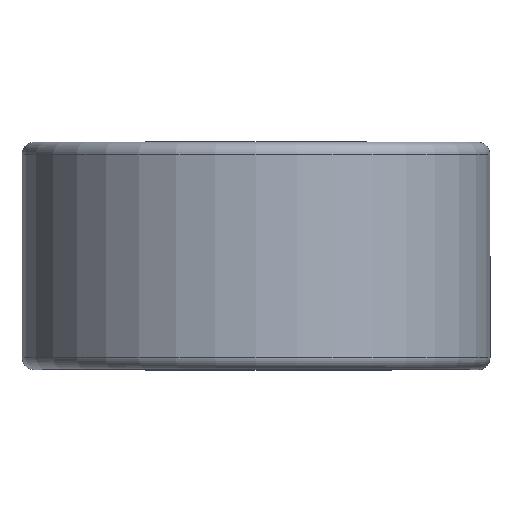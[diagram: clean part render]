
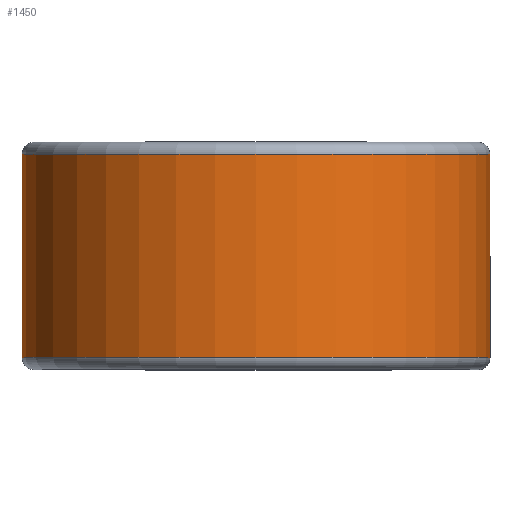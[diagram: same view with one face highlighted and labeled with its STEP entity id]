
A CAD part, top view. The second image highlights one B-rep face of the part: STEP entity #1450.
In plain terms, the highlighted cylindrical face has radius 14.707 mm (diameter 29.413 mm), a partial arc.
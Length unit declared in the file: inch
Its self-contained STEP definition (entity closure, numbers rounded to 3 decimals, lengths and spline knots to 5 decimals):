
#33 = DIRECTION ( 'NONE',  ( 0., -1., 0. ) ) ;
#47 = DIRECTION ( 'NONE',  ( 0., 0., -1. ) ) ;
#226 = CARTESIAN_POINT ( 'NONE',  ( 0., 0.25, 0. ) ) ;
#256 = VECTOR ( 'NONE', #1521, 39.37008 ) ;
#259 = CARTESIAN_POINT ( 'NONE',  ( 0.579, 0.25125, 0. ) ) ;
#261 = LINE ( 'NONE', #1725, #256 ) ;
#427 = ORIENTED_EDGE ( 'NONE', *, *, #641, .F. ) ;
#472 = CARTESIAN_POINT ( 'NONE',  ( 0., -0.25125, -0.579 ) ) ;
#479 = EDGE_CURVE ( 'NONE', #2330, #1359, #261, .T. ) ;
#496 = CARTESIAN_POINT ( 'NONE',  ( 0.579, 0.25125, 0. ) ) ;
#519 = CYLINDRICAL_SURFACE ( 'NONE', #2207, 0.579 ) ;
#641 = EDGE_CURVE ( 'NONE', #676, #2330, #2422, .T. ) ;
#647 = FACE_OUTER_BOUND ( 'NONE', #2164, .T. ) ;
#657 = EDGE_CURVE ( 'NONE', #676, #2114, #2428, .T. ) ;
#660 = EDGE_CURVE ( 'NONE', #2114, #1359, #2403, .T. ) ;
#676 = VERTEX_POINT ( 'NONE', #1315 ) ;
#739 = DIRECTION ( 'NONE',  ( 0., -1., 0. ) ) ;
#919 = ORIENTED_EDGE ( 'NONE', *, *, #660, .T. ) ;
#1315 = CARTESIAN_POINT ( 'NONE',  ( 0.579, -0.25125, 0. ) ) ;
#1359 = VERTEX_POINT ( 'NONE', #2256 ) ;
#1403 = DIRECTION ( 'NONE',  ( 0., 1., 0. ) ) ;
#1450 = ADVANCED_FACE ( 'NONE', ( #647 ), #519, .T. ) ;
#1496 = DIRECTION ( 'NONE',  ( 0., 0., -1. ) ) ;
#1521 = DIRECTION ( 'NONE',  ( 0., 1., 0. ) ) ;
#1598 = CARTESIAN_POINT ( 'NONE',  ( 0., -0.25125, 0. ) ) ;
#1605 = DIRECTION ( 'NONE',  ( 0., -1., 0. ) ) ;
#1725 = CARTESIAN_POINT ( 'NONE',  ( 0., 0.25125, -0.579 ) ) ;
#1807 = DIRECTION ( 'NONE',  ( 0., 0., -1. ) ) ;
#1823 = AXIS2_PLACEMENT_3D ( 'NONE', #2392, #33, #47 ) ;
#2114 = VERTEX_POINT ( 'NONE', #259 ) ;
#2164 = EDGE_LOOP ( 'NONE', ( #2328, #919, #2286, #427 ) ) ;
#2173 = AXIS2_PLACEMENT_3D ( 'NONE', #1598, #1605, #1807 ) ;
#2207 = AXIS2_PLACEMENT_3D ( 'NONE', #226, #739, #1496 ) ;
#2256 = CARTESIAN_POINT ( 'NONE',  ( 0., 0.25125, -0.579 ) ) ;
#2286 = ORIENTED_EDGE ( 'NONE', *, *, #479, .F. ) ;
#2328 = ORIENTED_EDGE ( 'NONE', *, *, #657, .T. ) ;
#2330 = VERTEX_POINT ( 'NONE', #472 ) ;
#2392 = CARTESIAN_POINT ( 'NONE',  ( 0., 0.25125, 0. ) ) ;
#2399 = VECTOR ( 'NONE', #1403, 39.37008 ) ;
#2403 = CIRCLE ( 'NONE', #1823, 0.579 ) ;
#2422 = CIRCLE ( 'NONE', #2173, 0.579 ) ;
#2428 = LINE ( 'NONE', #496, #2399 ) ;
